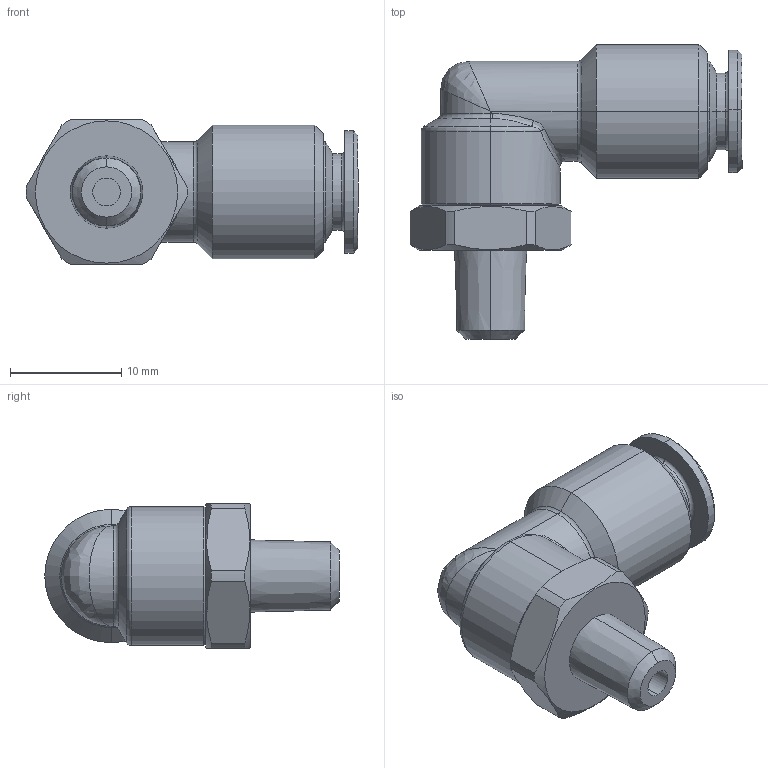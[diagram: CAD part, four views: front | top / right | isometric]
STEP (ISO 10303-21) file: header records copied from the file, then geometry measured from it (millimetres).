
FILE_DESCRIPTION (( 'STEP AP203' ), '1' );
FILE_NAME ('M0050130.STEP', '2010-08-04T15:17:28', ( '' ), ( 'sopra-pneumatic' ), 'SwSTEP 2.0', 'SolidWorks 2009', '' );
FILE_SCHEMA (( 'CONFIG_CONTROL_DESIGN' ));
Length unit declared in the file: millimetre
Products named in the file (1): M0050130
Bounding box: 29.87 x 26.5 x 13 mm (x, y, z)
Volume: 3125.4 mm3; surface area: 2198.3 mm2
Topology: 1 solids, 3 shells, 92 faces, 201 edges, 120 vertices
Faces by surface type: cylinder 30, cone 27, plane 17, torus 10, bspline 6, sphere 2
Entity records: 3790 total; most frequent: CARTESIAN_POINT 1729, DIRECTION 435, ORIENTED_EDGE 398, EDGE_CURVE 199, AXIS2_PLACEMENT_3D 188, VERTEX_POINT 120, CIRCLE 101, EDGE_LOOP 99
